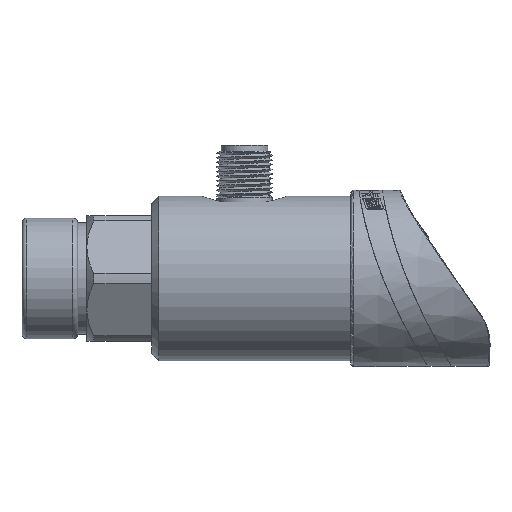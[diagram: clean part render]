
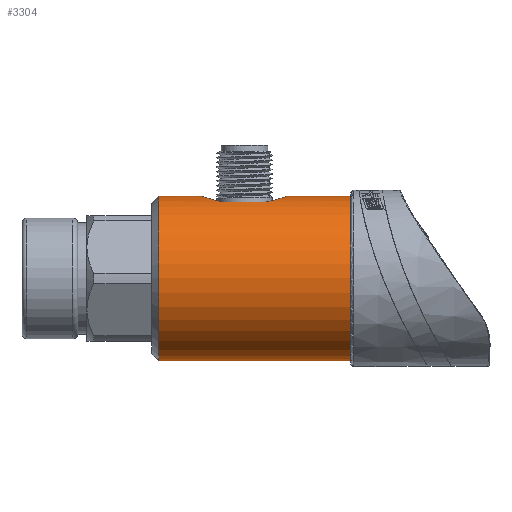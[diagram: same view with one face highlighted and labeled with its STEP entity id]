
A CAD part, left-side view. The second image highlights one B-rep face of the part: STEP entity #3304.
In plain terms, the highlighted cylindrical face has radius 17.75 mm (diameter 35.5 mm), a full revolution.
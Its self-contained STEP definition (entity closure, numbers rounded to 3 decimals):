
#1512=LINE('',#16648,#2345);
#1513=LINE('',#16662,#2346);
#2345=VECTOR('',#13564,1.);
#2346=VECTOR('',#13565,1.);
#3304=ADVANCED_FACE('',(#4705,#4706,#4707,#4708),#4021,.T.);
#4021=CYLINDRICAL_SURFACE('',#12548,17.75);
#4128=B_SPLINE_CURVE_WITH_KNOTS('',3,(#16589,#16590,#16591,#16592,#16593,
#16594,#16595,#16596,#16597,#16598,#16599,#16600,#16601,#16602,#16603,#16604,
#16605,#16606,#16607,#16608,#16609,#16610,#16611,#16612,#16613,#16614,#16615,
#16616,#16617,#16618,#16619,#16620,#16621,#16622,#16623,#16624,#16625,#16626,
#16627,#16628,#16629,#16630,#16631,#16632,#16633,#16634,#16635,#16636,#16637,
#16638,#16639,#16640,#16641,#16642,#16643,#16644,#16645,#16646),
 .UNSPECIFIED.,.T.,.F.,(1,3,3,3,3,3,3,3,3,3,3,3,3,3,3,3,3,3,3,3,3,1),(-0.042,
0.,0.05,0.1,0.155,0.208,
0.262,0.314,0.368,0.422,
0.475,0.53,0.583,0.638,
0.691,0.745,0.799,0.851,
0.905,0.958,1.,1.05),.UNSPECIFIED.);
#4129=B_SPLINE_CURVE_WITH_KNOTS('',3,(#16651,#16652,#16653,#16654,#16655,
#16656,#16657,#16658,#16659,#16660),.UNSPECIFIED.,.F.,.F.,(4,2,2,2,4),(0.,
0.25,0.5,0.75,1.),.UNSPECIFIED.);
#4130=B_SPLINE_CURVE_WITH_KNOTS('',3,(#16664,#16665,#16666,#16667,#16668,
#16669,#16670,#16671,#16672,#16673),.UNSPECIFIED.,.F.,.F.,(4,2,2,2,4),(0.,
0.25,0.5,0.75,1.),.UNSPECIFIED.);
#4705=FACE_BOUND('',#4945,.T.);
#4706=FACE_BOUND('',#4946,.T.);
#4707=FACE_BOUND('',#4947,.T.);
#4708=FACE_BOUND('',#4948,.T.);
#4945=EDGE_LOOP('',(#5813));
#4946=EDGE_LOOP('',(#5814,#5815,#5816,#5817));
#4947=EDGE_LOOP('',(#5818));
#4948=EDGE_LOOP('',(#5819));
#5813=ORIENTED_EDGE('',*,*,#10495,.T.);
#5814=ORIENTED_EDGE('',*,*,#10496,.F.);
#5815=ORIENTED_EDGE('',*,*,#10497,.T.);
#5816=ORIENTED_EDGE('',*,*,#10498,.F.);
#5817=ORIENTED_EDGE('',*,*,#10499,.T.);
#5818=ORIENTED_EDGE('',*,*,#10500,.T.);
#5819=ORIENTED_EDGE('',*,*,#10501,.T.);
#9319=VERTEX_POINT('',#16647);
#9320=VERTEX_POINT('',#16649);
#9321=VERTEX_POINT('',#16650);
#9322=VERTEX_POINT('',#16661);
#9323=VERTEX_POINT('',#16663);
#9324=VERTEX_POINT('',#16675);
#9325=VERTEX_POINT('',#16677);
#10495=EDGE_CURVE('',#9319,#9319,#4128,.T.);
#10496=EDGE_CURVE('',#9320,#9321,#1512,.T.);
#10497=EDGE_CURVE('',#9320,#9322,#4129,.T.);
#10498=EDGE_CURVE('',#9323,#9322,#1513,.T.);
#10499=EDGE_CURVE('',#9323,#9321,#4130,.T.);
#10500=EDGE_CURVE('',#9324,#9324,#12241,.T.);
#10501=EDGE_CURVE('',#9325,#9325,#12242,.T.);
#12241=CIRCLE('',#12546,17.75);
#12242=CIRCLE('',#12547,17.75);
#12546=AXIS2_PLACEMENT_3D('',#16674,#13566,#13567);
#12547=AXIS2_PLACEMENT_3D('',#16676,#13568,#13569);
#12548=AXIS2_PLACEMENT_3D('',#16678,#13570,#13571);
#13564=DIRECTION('',(0.,1.,0.));
#13565=DIRECTION('',(0.,-1.,0.));
#13566=DIRECTION('',(0.,-1.,0.));
#13567=DIRECTION('',(0.,0.,1.));
#13568=DIRECTION('',(0.,1.,0.));
#13569=DIRECTION('',(0.,0.,1.));
#13570=DIRECTION('',(0.,-1.,0.));
#13571=DIRECTION('',(0.,0.,-1.));
#16589=CARTESIAN_POINT('',(17.995,67.791,-0.25));
#16590=CARTESIAN_POINT('',(18.093,67.796,-0.25));
#16591=CARTESIAN_POINT('',(18.194,67.785,-0.251));
#16592=CARTESIAN_POINT('',(18.289,67.76,-0.252));
#16593=CARTESIAN_POINT('',(18.384,67.734,-0.254));
#16594=CARTESIAN_POINT('',(18.476,67.694,-0.256));
#16595=CARTESIAN_POINT('',(18.559,67.641,-0.259));
#16596=CARTESIAN_POINT('',(18.65,67.582,-0.262));
#16597=CARTESIAN_POINT('',(18.732,67.507,-0.265));
#16598=CARTESIAN_POINT('',(18.797,67.421,-0.268));
#16599=CARTESIAN_POINT('',(18.86,67.338,-0.271));
#16600=CARTESIAN_POINT('',(18.91,67.244,-0.273));
#16601=CARTESIAN_POINT('',(18.943,67.145,-0.275));
#16602=CARTESIAN_POINT('',(18.977,67.044,-0.277));
#16603=CARTESIAN_POINT('',(18.994,66.935,-0.278));
#16604=CARTESIAN_POINT('',(18.991,66.828,-0.278));
#16605=CARTESIAN_POINT('',(18.988,66.725,-0.278));
#16606=CARTESIAN_POINT('',(18.967,66.621,-0.276));
#16607=CARTESIAN_POINT('',(18.932,66.524,-0.274));
#16608=CARTESIAN_POINT('',(18.895,66.425,-0.273));
#16609=CARTESIAN_POINT('',(18.841,66.33,-0.27));
#16610=CARTESIAN_POINT('',(18.773,66.249,-0.267));
#16611=CARTESIAN_POINT('',(18.706,66.168,-0.264));
#16612=CARTESIAN_POINT('',(18.623,66.097,-0.261));
#16613=CARTESIAN_POINT('',(18.532,66.043,-0.258));
#16614=CARTESIAN_POINT('',(18.442,65.989,-0.255));
#16615=CARTESIAN_POINT('',(18.342,65.95,-0.253));
#16616=CARTESIAN_POINT('',(18.239,65.928,-0.252));
#16617=CARTESIAN_POINT('',(18.134,65.906,-0.25));
#16618=CARTESIAN_POINT('',(18.023,65.902,-0.25));
#16619=CARTESIAN_POINT('',(17.917,65.916,-0.25));
#16620=CARTESIAN_POINT('',(17.813,65.931,-0.251));
#16621=CARTESIAN_POINT('',(17.71,65.963,-0.252));
#16622=CARTESIAN_POINT('',(17.616,66.01,-0.254));
#16623=CARTESIAN_POINT('',(17.52,66.058,-0.256));
#16624=CARTESIAN_POINT('',(17.43,66.123,-0.259));
#16625=CARTESIAN_POINT('',(17.356,66.202,-0.262));
#16626=CARTESIAN_POINT('',(17.284,66.278,-0.264));
#16627=CARTESIAN_POINT('',(17.224,66.367,-0.267));
#16628=CARTESIAN_POINT('',(17.181,66.463,-0.269));
#16629=CARTESIAN_POINT('',(17.137,66.559,-0.271));
#16630=CARTESIAN_POINT('',(17.109,66.665,-0.272));
#16631=CARTESIAN_POINT('',(17.099,66.77,-0.273));
#16632=CARTESIAN_POINT('',(17.09,66.876,-0.273));
#16633=CARTESIAN_POINT('',(17.1,66.984,-0.273));
#16634=CARTESIAN_POINT('',(17.127,67.086,-0.271));
#16635=CARTESIAN_POINT('',(17.153,67.186,-0.27));
#16636=CARTESIAN_POINT('',(17.196,67.283,-0.268));
#16637=CARTESIAN_POINT('',(17.253,67.369,-0.266));
#16638=CARTESIAN_POINT('',(17.312,67.459,-0.263));
#16639=CARTESIAN_POINT('',(17.388,67.538,-0.26));
#16640=CARTESIAN_POINT('',(17.474,67.602,-0.258));
#16641=CARTESIAN_POINT('',(17.557,67.664,-0.255));
#16642=CARTESIAN_POINT('',(17.651,67.713,-0.253));
#16643=CARTESIAN_POINT('',(17.75,67.745,-0.252));
#16644=CARTESIAN_POINT('',(17.829,67.771,-0.251));
#16645=CARTESIAN_POINT('',(17.912,67.787,-0.25));
#16646=CARTESIAN_POINT('',(17.995,67.791,-0.25));
#16647=CARTESIAN_POINT('',(17.995,67.791,-0.25));
#16648=CARTESIAN_POINT('',(24.543,34.5,-1.5));
#16649=CARTESIAN_POINT('',(24.543,48.397,-1.5));
#16650=CARTESIAN_POINT('',(24.543,57.603,-1.5));
#16651=CARTESIAN_POINT('',(24.543,48.397,-1.5));
#16652=CARTESIAN_POINT('',(23.937,47.117,-1.259));
#16653=CARTESIAN_POINT('',(23.074,45.984,-0.952));
#16654=CARTESIAN_POINT('',(20.845,44.291,-0.442));
#16655=CARTESIAN_POINT('',(19.435,43.753,-0.251));
#16656=CARTESIAN_POINT('',(16.59,43.747,-0.249));
#16657=CARTESIAN_POINT('',(15.177,44.279,-0.438));
#16658=CARTESIAN_POINT('',(12.936,45.972,-0.949));
#16659=CARTESIAN_POINT('',(12.064,47.115,-1.259));
#16660=CARTESIAN_POINT('',(11.457,48.397,-1.5));
#16661=CARTESIAN_POINT('',(11.457,48.397,-1.5));
#16662=CARTESIAN_POINT('',(11.457,34.5,-1.5));
#16663=CARTESIAN_POINT('',(11.457,57.603,-1.5));
#16664=CARTESIAN_POINT('',(11.457,57.603,-1.5));
#16665=CARTESIAN_POINT('',(12.063,58.883,-1.259));
#16666=CARTESIAN_POINT('',(12.926,60.016,-0.952));
#16667=CARTESIAN_POINT('',(15.155,61.709,-0.442));
#16668=CARTESIAN_POINT('',(16.565,62.247,-0.251));
#16669=CARTESIAN_POINT('',(19.41,62.253,-0.249));
#16670=CARTESIAN_POINT('',(20.823,61.721,-0.438));
#16671=CARTESIAN_POINT('',(23.064,60.028,-0.949));
#16672=CARTESIAN_POINT('',(23.936,58.885,-1.259));
#16673=CARTESIAN_POINT('',(24.543,57.603,-1.5));
#16674=CARTESIAN_POINT('',(18.,71.5,-18.));
#16675=CARTESIAN_POINT('',(18.,71.5,-0.25));
#16676=CARTESIAN_POINT('',(18.,30.,-18.));
#16677=CARTESIAN_POINT('',(18.,30.,-0.25));
#16678=CARTESIAN_POINT('',(18.,34.5,-18.));
